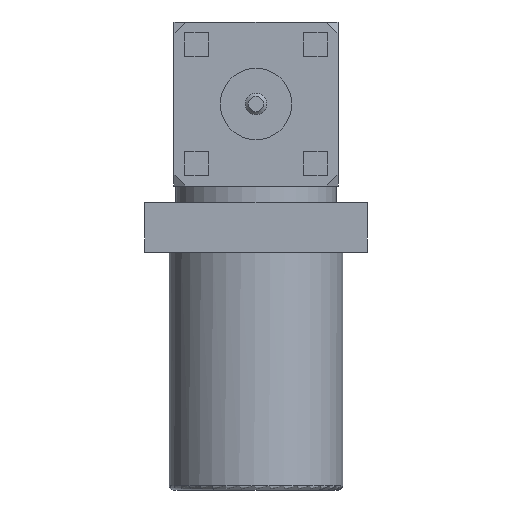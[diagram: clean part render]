
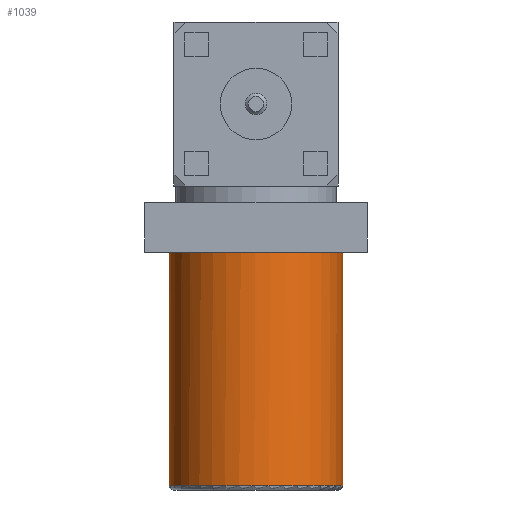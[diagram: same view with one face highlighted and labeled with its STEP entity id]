
A CAD part, front view. The second image highlights one B-rep face of the part: STEP entity #1039.
In plain terms, the highlighted cylindrical face has radius 3.708 mm (diameter 7.417 mm), a full revolution.
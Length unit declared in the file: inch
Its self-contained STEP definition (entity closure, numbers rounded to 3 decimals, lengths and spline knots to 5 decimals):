
#100 = CARTESIAN_POINT ( 'NONE',  ( 0., 0., -0.477 ) ) ;
#128 = ORIENTED_EDGE ( 'NONE', *, *, #2752, .T. ) ;
#134 = VERTEX_POINT ( 'NONE', #3293 ) ;
#150 = ORIENTED_EDGE ( 'NONE', *, *, #3527, .T. ) ;
#165 = CIRCLE ( 'NONE', #3389, 0.146 ) ;
#213 = EDGE_CURVE ( 'NONE', #1509, #260, #2394, .T. ) ;
#260 = VERTEX_POINT ( 'NONE', #1047 ) ;
#262 = AXIS2_PLACEMENT_3D ( 'NONE', #4473, #1523, #1221 ) ;
#264 = ORIENTED_EDGE ( 'NONE', *, *, #213, .F. ) ;
#307 = VERTEX_POINT ( 'NONE', #657 ) ;
#331 = VERTEX_POINT ( 'NONE', #1092 ) ;
#438 = DIRECTION ( 'NONE',  ( 0., 0., 1. ) ) ;
#460 = ORIENTED_EDGE ( 'NONE', *, *, #488, .F. ) ;
#483 = AXIS2_PLACEMENT_3D ( 'NONE', #2396, #3157, #2753 ) ;
#487 = DIRECTION ( 'NONE',  ( 0., 0., 1. ) ) ;
#488 = EDGE_CURVE ( 'NONE', #4411, #2397, #1808, .T. ) ;
#492 = ORIENTED_EDGE ( 'NONE', *, *, #1458, .F. ) ;
#511 = ORIENTED_EDGE ( 'NONE', *, *, #3231, .T. ) ;
#590 = CARTESIAN_POINT ( 'NONE',  ( -0.0385, 0.14083, -0.331 ) ) ;
#602 = EDGE_CURVE ( 'NONE', #4411, #307, #2527, .T. ) ;
#650 = CIRCLE ( 'NONE', #2727, 0.146 ) ;
#657 = CARTESIAN_POINT ( 'NONE',  ( 0.11662, 0.08784, -0.084 ) ) ;
#679 = CARTESIAN_POINT ( 'NONE',  ( 0.11662, 0.08784, -0.56482 ) ) ;
#732 = ORIENTED_EDGE ( 'NONE', *, *, #3162, .T. ) ;
#747 = FACE_OUTER_BOUND ( 'NONE', #4757, .T. ) ;
#770 = FACE_OUTER_BOUND ( 'NONE', #2108, .T. ) ;
#791 = EDGE_CURVE ( 'NONE', #260, #2956, #650, .T. ) ;
#830 = DIRECTION ( 'NONE',  ( 1., 0., 0. ) ) ;
#859 = LINE ( 'NONE', #2706, #2634 ) ;
#884 = DIRECTION ( 'NONE',  ( -1., 0., 0. ) ) ;
#897 = EDGE_CURVE ( 'NONE', #3238, #331, #4067, .T. ) ;
#898 = DIRECTION ( 'NONE',  ( 0., 0., -1. ) ) ;
#1024 = ORIENTED_EDGE ( 'NONE', *, *, #602, .T. ) ;
#1039 = ADVANCED_FACE ( 'NONE', ( #747, #770 ), #1827, .T. ) ;
#1047 = CARTESIAN_POINT ( 'NONE',  ( 0.0385, 0.14083, -0.331 ) ) ;
#1091 = VERTEX_POINT ( 'NONE', #1518 ) ;
#1092 = CARTESIAN_POINT ( 'NONE',  ( -0.12905, 0.06828, -0.084 ) ) ;
#1191 = CARTESIAN_POINT ( 'NONE',  ( -0.146, 0., -0.477 ) ) ;
#1221 = DIRECTION ( 'NONE',  ( -1., 0., 0. ) ) ;
#1309 = ORIENTED_EDGE ( 'NONE', *, *, #2912, .T. ) ;
#1348 = VECTOR ( 'NONE', #1887, 39.37008 ) ;
#1388 = CARTESIAN_POINT ( 'NONE',  ( 0., 0., -0.444 ) ) ;
#1455 = CARTESIAN_POINT ( 'NONE',  ( 0.08841, 0.11619, -0.56482 ) ) ;
#1458 = EDGE_CURVE ( 'NONE', #2397, #3296, #4338, .T. ) ;
#1465 = VERTEX_POINT ( 'NONE', #1191 ) ;
#1472 = DIRECTION ( 'NONE',  ( 0., 0., 1. ) ) ;
#1509 = VERTEX_POINT ( 'NONE', #4698 ) ;
#1518 = CARTESIAN_POINT ( 'NONE',  ( -0.09385, 0.11184, -0.084 ) ) ;
#1523 = DIRECTION ( 'NONE',  ( 0., 0., 1. ) ) ;
#1534 = DIRECTION ( 'NONE',  ( -1., 0., 0. ) ) ;
#1737 = VECTOR ( 'NONE', #1746, 39.37008 ) ;
#1746 = DIRECTION ( 'NONE',  ( 0., 0., 1. ) ) ;
#1808 = CIRCLE ( 'NONE', #262, 0.146 ) ;
#1827 = CYLINDRICAL_SURFACE ( 'NONE', #4484, 0.146 ) ;
#1852 = DIRECTION ( 'NONE',  ( 1., 0., 0. ) ) ;
#1879 = CIRCLE ( 'NONE', #2336, 0.146 ) ;
#1886 = VECTOR ( 'NONE', #3658, 39.37008 ) ;
#1887 = DIRECTION ( 'NONE',  ( 0., 0., 1. ) ) ;
#1890 = CARTESIAN_POINT ( 'NONE',  ( 0., 0., -0.084 ) ) ;
#1952 = CARTESIAN_POINT ( 'NONE',  ( 0.08841, 0.11619, -0.084 ) ) ;
#2108 = EDGE_LOOP ( 'NONE', ( #492, #460, #1024, #150, #3721, #4499, #4594, #1309, #732, #2137, #264, #511 ) ) ;
#2137 = ORIENTED_EDGE ( 'NONE', *, *, #791, .F. ) ;
#2187 = VECTOR ( 'NONE', #3134, 39.37008 ) ;
#2189 = EDGE_CURVE ( 'NONE', #4165, #3238, #4711, .T. ) ;
#2210 = CARTESIAN_POINT ( 'NONE',  ( -0.12905, 0.06828, -0.56482 ) ) ;
#2336 = AXIS2_PLACEMENT_3D ( 'NONE', #100, #438, #884 ) ;
#2394 = LINE ( 'NONE', #3446, #2187 ) ;
#2396 = CARTESIAN_POINT ( 'NONE',  ( 0., 0., -0.084 ) ) ;
#2397 = VERTEX_POINT ( 'NONE', #3568 ) ;
#2433 = DIRECTION ( 'NONE',  ( -1., 0., 0. ) ) ;
#2472 = DIRECTION ( 'NONE',  ( 0., 0., 1. ) ) ;
#2527 = LINE ( 'NONE', #679, #1737 ) ;
#2634 = VECTOR ( 'NONE', #487, 39.37008 ) ;
#2706 = CARTESIAN_POINT ( 'NONE',  ( -0.09385, 0.11184, -0.56482 ) ) ;
#2713 = CARTESIAN_POINT ( 'NONE',  ( -0.09385, 0.11184, -0.444 ) ) ;
#2727 = AXIS2_PLACEMENT_3D ( 'NONE', #3697, #1472, #830 ) ;
#2752 = EDGE_CURVE ( 'NONE', #1465, #1465, #1879, .T. ) ;
#2753 = DIRECTION ( 'NONE',  ( -1., 0., 0. ) ) ;
#2824 = EDGE_CURVE ( 'NONE', #4165, #1091, #859, .T. ) ;
#2912 = EDGE_CURVE ( 'NONE', #1091, #134, #3401, .T. ) ;
#2956 = VERTEX_POINT ( 'NONE', #590 ) ;
#3134 = DIRECTION ( 'NONE',  ( 0., 0., -1. ) ) ;
#3157 = DIRECTION ( 'NONE',  ( 0., 0., -1. ) ) ;
#3162 = EDGE_CURVE ( 'NONE', #134, #2956, #4588, .T. ) ;
#3231 = EDGE_CURVE ( 'NONE', #1509, #3296, #3406, .T. ) ;
#3238 = VERTEX_POINT ( 'NONE', #3786 ) ;
#3280 = DIRECTION ( 'NONE',  ( 0., 0., 1. ) ) ;
#3293 = CARTESIAN_POINT ( 'NONE',  ( -0.0385, 0.14083, -0.084 ) ) ;
#3296 = VERTEX_POINT ( 'NONE', #1952 ) ;
#3342 = DIRECTION ( 'NONE',  ( 0., 0., -1. ) ) ;
#3389 = AXIS2_PLACEMENT_3D ( 'NONE', #1890, #3342, #3603 ) ;
#3395 = CARTESIAN_POINT ( 'NONE',  ( 0.11662, 0.08784, -0.444 ) ) ;
#3401 = CIRCLE ( 'NONE', #483, 0.146 ) ;
#3406 = CIRCLE ( 'NONE', #4091, 0.146 ) ;
#3446 = CARTESIAN_POINT ( 'NONE',  ( 0.0385, 0.14083, -0.484 ) ) ;
#3527 = EDGE_CURVE ( 'NONE', #307, #331, #165, .T. ) ;
#3568 = CARTESIAN_POINT ( 'NONE',  ( 0.08841, 0.11619, -0.444 ) ) ;
#3603 = DIRECTION ( 'NONE',  ( -1., 0., 0. ) ) ;
#3658 = DIRECTION ( 'NONE',  ( 0., 0., 1. ) ) ;
#3697 = CARTESIAN_POINT ( 'NONE',  ( 0., 0., -0.331 ) ) ;
#3721 = ORIENTED_EDGE ( 'NONE', *, *, #897, .F. ) ;
#3760 = DIRECTION ( 'NONE',  ( 0., 0., -1. ) ) ;
#3786 = CARTESIAN_POINT ( 'NONE',  ( -0.12905, 0.06828, -0.444 ) ) ;
#4035 = CARTESIAN_POINT ( 'NONE',  ( 0., 0., -0.484 ) ) ;
#4067 = LINE ( 'NONE', #2210, #1348 ) ;
#4091 = AXIS2_PLACEMENT_3D ( 'NONE', #4676, #3760, #1534 ) ;
#4165 = VERTEX_POINT ( 'NONE', #2713 ) ;
#4253 = CARTESIAN_POINT ( 'NONE',  ( -0.0385, 0.14083, -0.484 ) ) ;
#4256 = VECTOR ( 'NONE', #898, 39.37008 ) ;
#4262 = AXIS2_PLACEMENT_3D ( 'NONE', #1388, #2472, #2433 ) ;
#4338 = LINE ( 'NONE', #1455, #1886 ) ;
#4411 = VERTEX_POINT ( 'NONE', #3395 ) ;
#4473 = CARTESIAN_POINT ( 'NONE',  ( 0., 0., -0.444 ) ) ;
#4484 = AXIS2_PLACEMENT_3D ( 'NONE', #4035, #3280, #1852 ) ;
#4499 = ORIENTED_EDGE ( 'NONE', *, *, #2189, .F. ) ;
#4588 = LINE ( 'NONE', #4253, #4256 ) ;
#4594 = ORIENTED_EDGE ( 'NONE', *, *, #2824, .T. ) ;
#4676 = CARTESIAN_POINT ( 'NONE',  ( 0., 0., -0.084 ) ) ;
#4698 = CARTESIAN_POINT ( 'NONE',  ( 0.0385, 0.14083, -0.084 ) ) ;
#4711 = CIRCLE ( 'NONE', #4262, 0.146 ) ;
#4757 = EDGE_LOOP ( 'NONE', ( #128 ) ) ;
